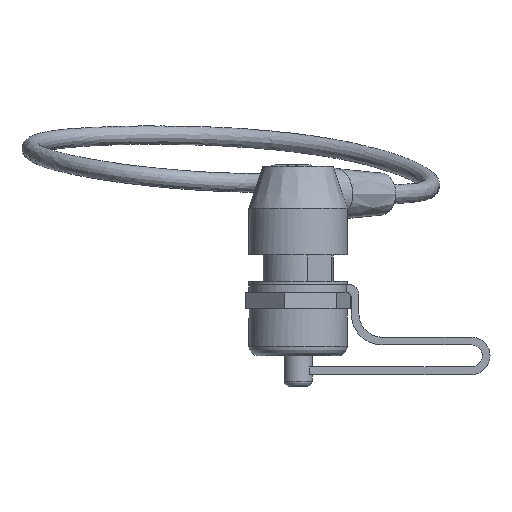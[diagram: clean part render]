
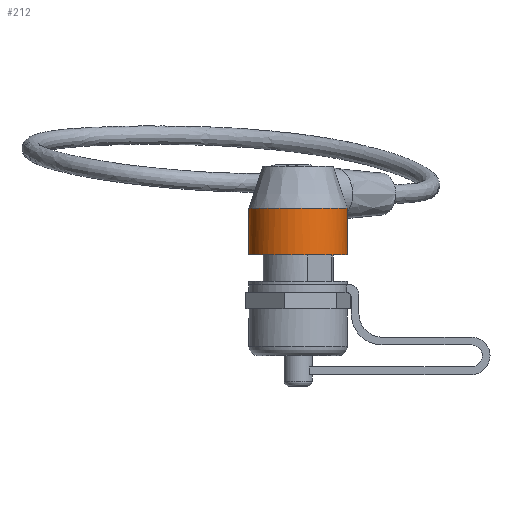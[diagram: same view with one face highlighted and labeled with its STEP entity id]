
A CAD part, front view. The second image highlights one B-rep face of the part: STEP entity #212.
In plain terms, the highlighted cylindrical face has radius 10.5 mm (diameter 21 mm), a full revolution.
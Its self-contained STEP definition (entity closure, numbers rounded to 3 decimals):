
#65=B_SPLINE_CURVE_WITH_KNOTS('',3,(#2957,#2958,#2959,#2960,#2961,#2962,
#2963,#2964,#2965),.UNSPECIFIED.,.F.,.F.,(4,3,2,4),(0.123,1.315,
3.524,5.746),.UNSPECIFIED.);
#66=B_SPLINE_CURVE_WITH_KNOTS('',3,(#2966,#2967,#2968,#2969,#2970,#2971,
#2972,#2973,#2974),.UNSPECIFIED.,.F.,.F.,(4,2,3,4),(0.,2.222,
4.431,5.623),.UNSPECIFIED.);
#147=CYLINDRICAL_SURFACE('',#1622,10.5);
#212=ADVANCED_FACE('',(#312),#147,.T.);
#312=FACE_OUTER_BOUND('',#414,.T.);
#414=EDGE_LOOP('',(#684,#685,#686,#687,#688,#689));
#684=ORIENTED_EDGE('',*,*,#1039,.T.);
#685=ORIENTED_EDGE('',*,*,#1025,.F.);
#686=ORIENTED_EDGE('',*,*,#1039,.F.);
#687=ORIENTED_EDGE('',*,*,#1032,.F.);
#688=ORIENTED_EDGE('',*,*,#1038,.F.);
#689=ORIENTED_EDGE('',*,*,#1033,.F.);
#1025=EDGE_CURVE('',#1344,#1344,#1213,.T.);
#1032=EDGE_CURVE('',#1349,#1350,#65,.T.);
#1033=EDGE_CURVE('',#1350,#1351,#66,.T.);
#1038=EDGE_CURVE('',#1351,#1349,#1219,.T.);
#1039=EDGE_CURVE('',#1350,#1344,#1220,.T.);
#1213=(
BOUNDED_CURVE()
B_SPLINE_CURVE(2,(#2921,#2922,#2923,#2924,#2925,#2926,#2927,#2928,#2929),
 .UNSPECIFIED.,.T.,.F.)
B_SPLINE_CURVE_WITH_KNOTS((3,2,2,2,3),(-65.973,-49.48,
-32.987,-16.493,0.),.UNSPECIFIED.)
CURVE()
GEOMETRIC_REPRESENTATION_ITEM()
RATIONAL_B_SPLINE_CURVE((1.,0.707,1.,0.707,1.,0.707,
1.,0.707,1.))
REPRESENTATION_ITEM('')
);
#1219=(
BOUNDED_CURVE()
B_SPLINE_CURVE(2,(#3026,#3027,#3028,#3029,#3030,#3031,#3032,#3033,#3034),
 .UNSPECIFIED.,.F.,.F.)
B_SPLINE_CURVE_WITH_KNOTS((3,2,2,2,3),(4.922,16.493,
32.987,49.48,61.051),.UNSPECIFIED.)
CURVE()
GEOMETRIC_REPRESENTATION_ITEM()
RATIONAL_B_SPLINE_CURVE((1.,0.848,1.,0.707,1.,0.707,
1.,0.848,1.))
REPRESENTATION_ITEM('')
);
#1220=(
BOUNDED_CURVE()
B_SPLINE_CURVE(1,(#3035,#3036),.UNSPECIFIED.,.F.,.F.)
B_SPLINE_CURVE_WITH_KNOTS((2,2),(11.5,19.),.UNSPECIFIED.)
CURVE()
GEOMETRIC_REPRESENTATION_ITEM()
RATIONAL_B_SPLINE_CURVE((1.,1.))
REPRESENTATION_ITEM('')
);
#1344=VERTEX_POINT('',#2671);
#1349=VERTEX_POINT('',#2676);
#1350=VERTEX_POINT('',#2677);
#1351=VERTEX_POINT('',#2678);
#1622=AXIS2_PLACEMENT_3D('',#2492,#1719,$);
#1719=DIRECTION('',(0.,0.,-1.));
#2492=CARTESIAN_POINT('',(0.,-28.5,-30.919));
#2671=CARTESIAN_POINT('',(7.425,-21.075,-40.419));
#2676=CARTESIAN_POINT('',(9.93,-25.089,-30.419));
#2677=CARTESIAN_POINT('',(7.425,-21.075,-32.919));
#2678=CARTESIAN_POINT('',(3.411,-18.57,-30.419));
#2921=CARTESIAN_POINT('',(7.425,-21.075,-40.419));
#2922=CARTESIAN_POINT('',(14.849,-28.5,-40.419));
#2923=CARTESIAN_POINT('',(7.425,-35.925,-40.419));
#2924=CARTESIAN_POINT('',(0.,-43.349,-40.419));
#2925=CARTESIAN_POINT('',(-7.425,-35.925,-40.419));
#2926=CARTESIAN_POINT('',(-14.849,-28.5,-40.419));
#2927=CARTESIAN_POINT('',(-7.425,-21.075,-40.419));
#2928=CARTESIAN_POINT('',(0.,-13.651,-40.419));
#2929=CARTESIAN_POINT('',(7.425,-21.075,-40.419));
#2957=CARTESIAN_POINT('',(9.93,-25.089,-30.419));
#2958=CARTESIAN_POINT('',(9.855,-24.869,-30.74));
#2959=CARTESIAN_POINT('',(9.761,-24.62,-31.038));
#2960=CARTESIAN_POINT('',(9.647,-24.353,-31.308));
#2961=CARTESIAN_POINT('',(9.434,-23.86,-31.807));
#2962=CARTESIAN_POINT('',(9.149,-23.304,-32.21));
#2963=CARTESIAN_POINT('',(8.402,-22.165,-32.771));
#2964=CARTESIAN_POINT('',(7.948,-21.598,-32.919));
#2965=CARTESIAN_POINT('',(7.425,-21.075,-32.919));
#2966=CARTESIAN_POINT('',(7.425,-21.075,-32.919));
#2967=CARTESIAN_POINT('',(6.902,-20.552,-32.919));
#2968=CARTESIAN_POINT('',(6.335,-20.098,-32.771));
#2969=CARTESIAN_POINT('',(5.196,-19.351,-32.21));
#2970=CARTESIAN_POINT('',(4.64,-19.066,-31.807));
#2971=CARTESIAN_POINT('',(4.147,-18.853,-31.308));
#2972=CARTESIAN_POINT('',(3.88,-18.739,-31.038));
#2973=CARTESIAN_POINT('',(3.631,-18.645,-30.74));
#2974=CARTESIAN_POINT('',(3.411,-18.57,-30.419));
#3026=CARTESIAN_POINT('',(3.411,-18.57,-30.419));
#3027=CARTESIAN_POINT('',(-2.789,-16.44,-30.419));
#3028=CARTESIAN_POINT('',(-7.425,-21.075,-30.419));
#3029=CARTESIAN_POINT('',(-14.849,-28.5,-30.419));
#3030=CARTESIAN_POINT('',(-7.425,-35.925,-30.419));
#3031=CARTESIAN_POINT('',(0.,-43.349,-30.419));
#3032=CARTESIAN_POINT('',(7.425,-35.925,-30.419));
#3033=CARTESIAN_POINT('',(12.06,-31.289,-30.419));
#3034=CARTESIAN_POINT('',(9.93,-25.089,-30.419));
#3035=CARTESIAN_POINT('',(7.425,-21.075,-32.919));
#3036=CARTESIAN_POINT('',(7.425,-21.075,-40.419));
